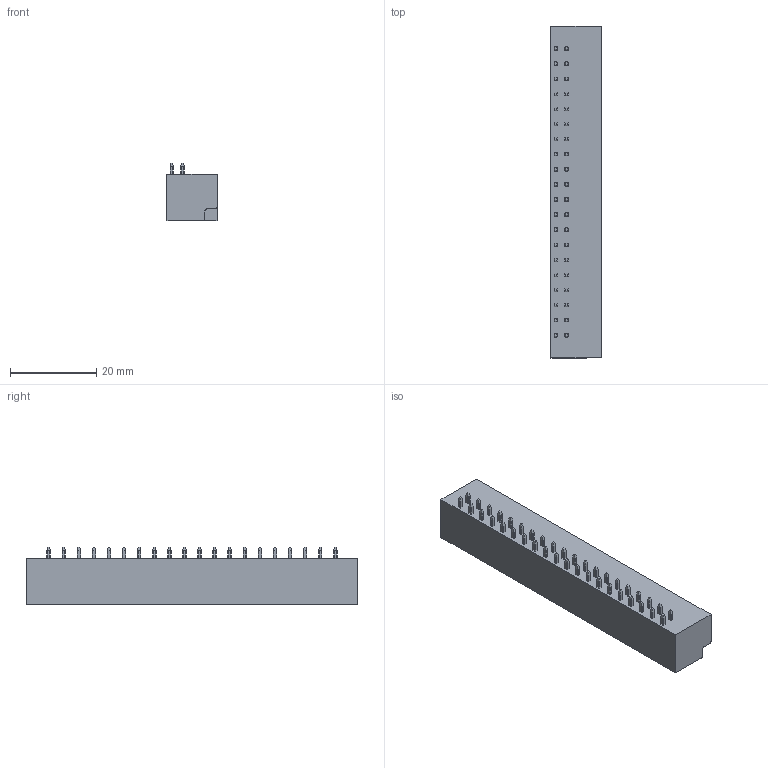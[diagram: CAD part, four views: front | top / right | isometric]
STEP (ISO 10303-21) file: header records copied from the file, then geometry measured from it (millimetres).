
FILE_DESCRIPTION((''),'2;1');
FILE_NAME('1111','2024-11-16T08:13:34',('tluser'),(''),'CREO PARAMETRIC BY PTC INC, 2018100','CREO PARAMETRIC BY PTC INC, 2018100','');
FILE_SCHEMA(('CONFIG_CONTROL_DESIGN'));
Products named in the file (1): 1111
Bounding box: 11.6 x 77 x 13.4 mm (x, y, z)
Volume: 6855.7 mm3; surface area: 6787.3 mm2
Topology: 1 solids, 1 shells, 1759 faces, 5016 edges, 3344 vertices
Faces by surface type: plane 1137, cylinder 482, extrusion 140
Entity records: 58234 total; most frequent: CARTESIAN_POINT 13161, ORIENTED_EDGE 10032, DIRECTION 8318, EDGE_CURVE 5016, VECTOR 3592, LINE 3452, VERTEX_POINT 3344, AXIS2_PLACEMENT_3D 2363
